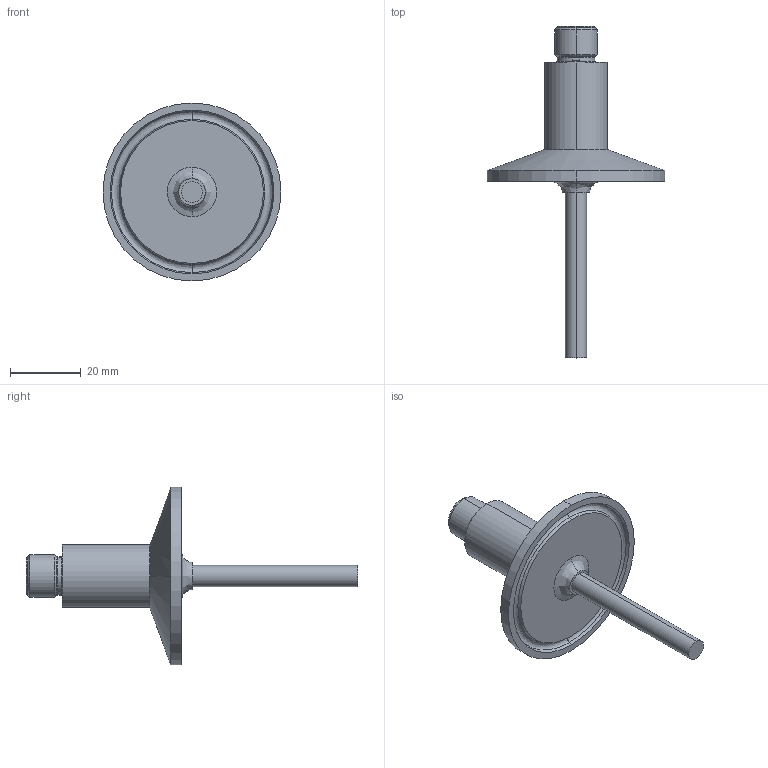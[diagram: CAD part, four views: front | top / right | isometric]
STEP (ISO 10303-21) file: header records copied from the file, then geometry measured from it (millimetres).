
FILE_DESCRIPTION (( 'STEP AP214' ), '1' );
FILE_NAME ('RTD1-S15-050-H.STEP', '2020-06-29T18:08:58', ( '' ), ( '' ), 'SwSTEP 2.0', 'SolidWorks 2017', '' );
FILE_SCHEMA (( 'AUTOMOTIVE_DESIGN' ));
Length unit declared in the file: inch
Products named in the file (1): RTD1-S15-050-H
Bounding box: 50.4 x 94 x 50.4 mm (x, y, z)
Volume: 19794.5 mm3; surface area: 7828.8 mm2
Topology: 1 solids, 1 shells, 79 faces, 174 edges, 108 vertices
Faces by surface type: plane 26, cylinder 23, cone 22, bspline 8
Entity records: 2650 total; most frequent: CARTESIAN_POINT 824, DIRECTION 408, ORIENTED_EDGE 348, EDGE_CURVE 174, AXIS2_PLACEMENT_3D 168, VERTEX_POINT 108, CIRCLE 96, EDGE_LOOP 90
